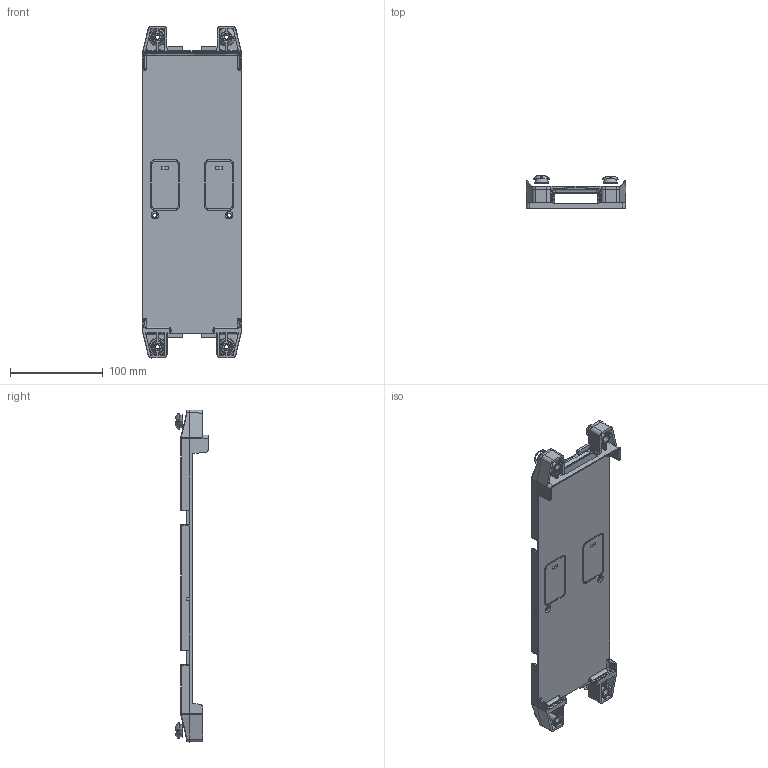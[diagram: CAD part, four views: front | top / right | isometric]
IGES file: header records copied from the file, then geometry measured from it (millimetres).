
Start section: SolidWorks IGES file using analytic representation for surfaces
Global section: file name: Halteplatte.IGS; native system: SolidWorks 2012; preprocessor: SolidWorks 2012; author: CKuhn; date: 131120.120857; units: millimetre
Bounding box: 107.83 x 35.02 x 358 mm (x, y, z)
Surface area: 105554.2 mm2 (no closed solid volume)
Topology: 0 solids, 0 shells, 630 faces, 6835 edges, 6809 vertices
Faces by surface type: bspline 340, revolution 290
